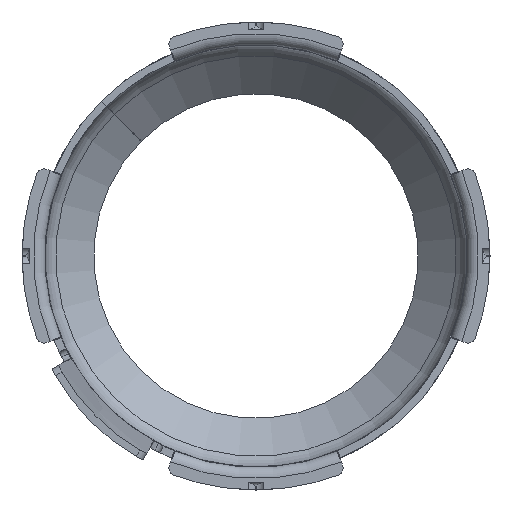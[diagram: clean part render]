
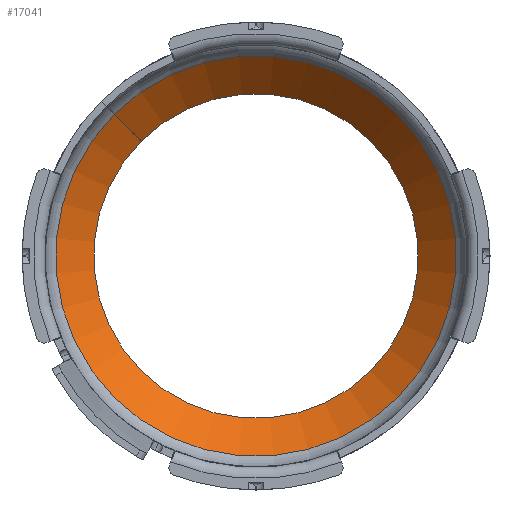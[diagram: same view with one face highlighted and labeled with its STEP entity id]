
A CAD part, front view. The second image highlights one B-rep face of the part: STEP entity #17041.
In plain terms, the highlighted conical face has half-angle 45 degrees and reference radius 24.018 mm.
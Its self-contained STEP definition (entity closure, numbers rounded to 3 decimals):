
#12867=CARTESIAN_POINT('',(-15.199,189.293,15.206));
#12868=VERTEX_POINT('',#12867);
#12875=CARTESIAN_POINT('',(-18.76,184.257,18.767));
#12876=VERTEX_POINT('',#12875);
#12877=CARTESIAN_POINT('',(-18.76,184.257,18.767));
#12878=DIRECTION('',(0.5,0.707,-0.5));
#12879=VECTOR('',#12878,7.121);
#12880=LINE('',#12877,#12879);
#12881=EDGE_CURVE('',#12876,#12868,#12880,.T.);
#12912=CARTESIAN_POINT('',(-18.767,184.257,18.76));
#12913=VERTEX_POINT('',#12912);
#12927=CARTESIAN_POINT('',(-15.206,189.293,15.199));
#12928=VERTEX_POINT('',#12927);
#12929=CARTESIAN_POINT('',(-15.206,189.293,15.199));
#12930=DIRECTION('',(-0.5,-0.707,0.5));
#12931=VECTOR('',#12930,7.121);
#12932=LINE('',#12929,#12931);
#12933=EDGE_CURVE('',#12928,#12913,#12932,.T.);
#12999=CARTESIAN_POINT('',(0.0,189.293,0.0));
#13000=DIRECTION('',(0.0,1.0,0.0));
#13001=DIRECTION('',(1.0,0.0,0.0));
#13002=AXIS2_PLACEMENT_3D('',#12999,#13000,#13001);
#13003=CIRCLE('',#13002,21.5);
#13004=EDGE_CURVE('',#12868,#12928,#13003,.T.);
#17024=CARTESIAN_POINT('',(0.0,186.775,0.0));
#17025=DIRECTION('',(0.0,-1.0,0.0));
#17026=DIRECTION('',(1.0,0.0,0.0));
#17027=AXIS2_PLACEMENT_3D('',#17024,#17025,#17026);
#17028=CONICAL_SURFACE('',#17027,24.018,45.);
#17029=ORIENTED_EDGE('',*,*,#12881,.T.);
#17030=ORIENTED_EDGE('',*,*,#13004,.T.);
#17031=ORIENTED_EDGE('',*,*,#12933,.T.);
#17032=CARTESIAN_POINT('',(0.0,184.257,0.0));
#17033=DIRECTION('',(0.0,1.0,0.0));
#17034=DIRECTION('',(1.0,0.0,0.0));
#17035=AXIS2_PLACEMENT_3D('',#17032,#17033,#17034);
#17036=CIRCLE('',#17035,26.536);
#17037=EDGE_CURVE('',#12876,#12913,#17036,.T.);
#17038=ORIENTED_EDGE('',*,*,#17037,.F.);
#17039=EDGE_LOOP('',(#17029,#17030,#17031,#17038));
#17040=FACE_OUTER_BOUND('',#17039,.T.);
#17041=ADVANCED_FACE('',(#17040),#17028,.F.);
